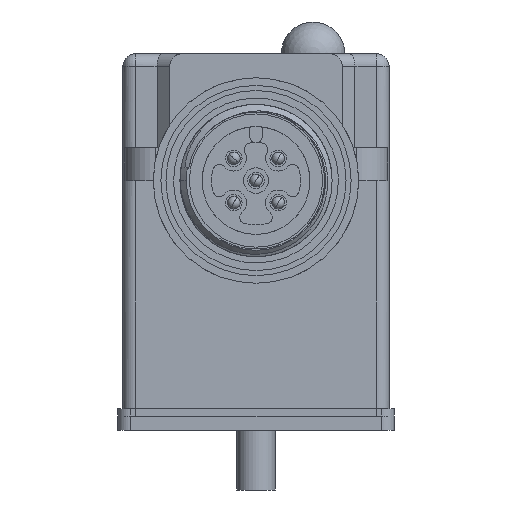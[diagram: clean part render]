
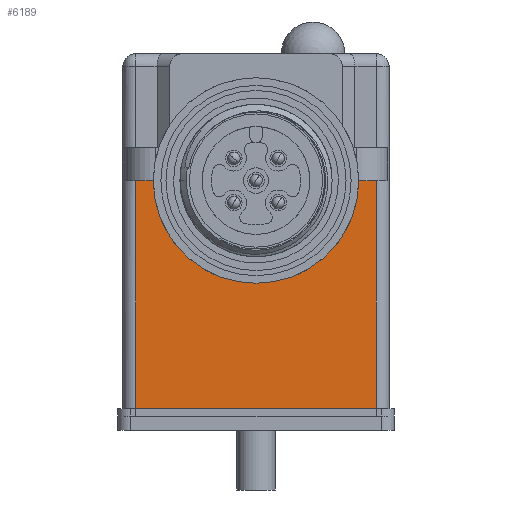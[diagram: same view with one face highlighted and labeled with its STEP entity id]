
A CAD part, front view. The second image highlights one B-rep face of the part: STEP entity #6189.
In plain terms, the highlighted planar face has unit normal (0, -1, 0).
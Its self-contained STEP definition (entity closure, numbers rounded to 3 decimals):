
#277 = CARTESIAN_POINT ( 'NONE',  ( -9.5, -14.2, 16.198 ) ) ;
#452 = LINE ( 'NONE', #25643, #21783 ) ;
#1136 = VERTEX_POINT ( 'NONE', #15377 ) ;
#1185 = ORIENTED_EDGE ( 'NONE', *, *, #7879, .T. ) ;
#1600 = VERTEX_POINT ( 'NONE', #2036 ) ;
#1698 = VECTOR ( 'NONE', #2687, 1000. ) ;
#2036 = CARTESIAN_POINT ( 'NONE',  ( 9.5, -14.2, 16.198 ) ) ;
#2687 = DIRECTION ( 'NONE',  ( 0., 0., -1. ) ) ;
#2918 = CARTESIAN_POINT ( 'NONE',  ( -7.8, -14.2, 16.198 ) ) ;
#3497 = FACE_OUTER_BOUND ( 'NONE', #6545, .T. ) ;
#3851 = PLANE ( 'NONE',  #6134 ) ;
#4683 = CARTESIAN_POINT ( 'NONE',  ( 9.5, -14.2, -2.402 ) ) ;
#4787 = ORIENTED_EDGE ( 'NONE', *, *, #15963, .T. ) ;
#5110 = ORIENTED_EDGE ( 'NONE', *, *, #12691, .F. ) ;
#5430 = EDGE_CURVE ( 'NONE', #18364, #23045, #452, .T. ) ;
#5880 = CARTESIAN_POINT ( 'NONE',  ( 9.5, -14.2, 16.198 ) ) ;
#6092 = CARTESIAN_POINT ( 'NONE',  ( 9.5, -14.2, 16.198 ) ) ;
#6134 = AXIS2_PLACEMENT_3D ( 'NONE', #6092, #14982, #26559 ) ;
#6189 = ADVANCED_FACE ( 'NONE', ( #3497 ), #3851, .T. ) ;
#6545 = EDGE_LOOP ( 'NONE', ( #15248, #1185, #5110, #23150, #4787, #13038 ) ) ;
#7128 = DIRECTION ( 'NONE',  ( -1., 0., 0. ) ) ;
#7578 = LINE ( 'NONE', #5880, #23745 ) ;
#7879 = EDGE_CURVE ( 'NONE', #23045, #1136, #19317, .T. ) ;
#7896 = VERTEX_POINT ( 'NONE', #4683 ) ;
#8417 = LINE ( 'NONE', #24125, #8792 ) ;
#8792 = VECTOR ( 'NONE', #15460, 1000. ) ;
#9019 = VERTEX_POINT ( 'NONE', #9450 ) ;
#9450 = CARTESIAN_POINT ( 'NONE',  ( 7.8, -14.2, 16.198 ) ) ;
#9487 = CIRCLE ( 'NONE', #26154, 7.8 ) ;
#9761 = VECTOR ( 'NONE', #7128, 1000. ) ;
#10565 = DIRECTION ( 'NONE',  ( 0., 0., -1. ) ) ;
#11856 = LINE ( 'NONE', #13786, #9761 ) ;
#12691 = EDGE_CURVE ( 'NONE', #7896, #1136, #8417, .T. ) ;
#12942 = CARTESIAN_POINT ( 'NONE',  ( 0., -14.2, 16.198 ) ) ;
#13038 = ORIENTED_EDGE ( 'NONE', *, *, #21849, .F. ) ;
#13786 = CARTESIAN_POINT ( 'NONE',  ( 9.5, -14.2, 16.198 ) ) ;
#14632 = DIRECTION ( 'NONE',  ( -1., 0., 0. ) ) ;
#14982 = DIRECTION ( 'NONE',  ( 0., -1., 0. ) ) ;
#15230 = DIRECTION ( 'NONE',  ( 1., 0., 0. ) ) ;
#15248 = ORIENTED_EDGE ( 'NONE', *, *, #5430, .T. ) ;
#15377 = CARTESIAN_POINT ( 'NONE',  ( -9.5, -14.2, -2.402 ) ) ;
#15460 = DIRECTION ( 'NONE',  ( -1., 0., 0. ) ) ;
#15963 = EDGE_CURVE ( 'NONE', #1600, #9019, #11856, .T. ) ;
#16776 = EDGE_CURVE ( 'NONE', #1600, #7896, #7578, .T. ) ;
#18364 = VERTEX_POINT ( 'NONE', #2918 ) ;
#19317 = LINE ( 'NONE', #277, #1698 ) ;
#21783 = VECTOR ( 'NONE', #14632, 1000. ) ;
#21849 = EDGE_CURVE ( 'NONE', #18364, #9019, #9487, .T. ) ;
#22642 = CARTESIAN_POINT ( 'NONE',  ( -9.5, -14.2, 16.198 ) ) ;
#23045 = VERTEX_POINT ( 'NONE', #22642 ) ;
#23150 = ORIENTED_EDGE ( 'NONE', *, *, #16776, .F. ) ;
#23745 = VECTOR ( 'NONE', #10565, 1000. ) ;
#24125 = CARTESIAN_POINT ( 'NONE',  ( 9.5, -14.2, -2.402 ) ) ;
#25643 = CARTESIAN_POINT ( 'NONE',  ( -7.8, -14.2, 16.198 ) ) ;
#26154 = AXIS2_PLACEMENT_3D ( 'NONE', #12942, #28294, #15230 ) ;
#26559 = DIRECTION ( 'NONE',  ( -1., 0., 0. ) ) ;
#28294 = DIRECTION ( 'NONE',  ( 0., -1., 0. ) ) ;
